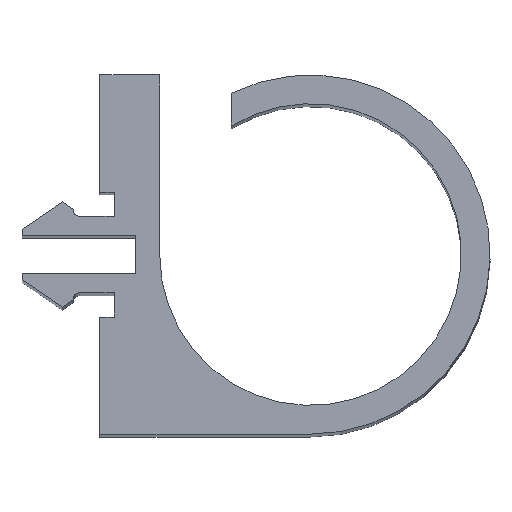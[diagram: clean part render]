
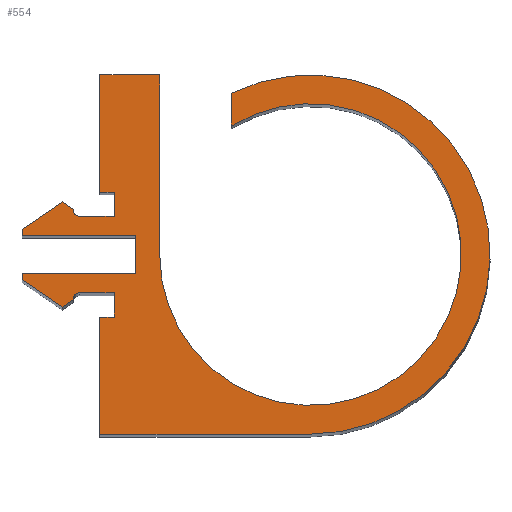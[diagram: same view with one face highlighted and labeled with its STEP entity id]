
A CAD part, top view. The second image highlights one B-rep face of the part: STEP entity #554.
In plain terms, the highlighted planar face has unit normal (0, 0, 1).
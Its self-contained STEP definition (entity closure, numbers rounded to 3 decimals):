
#19=CIRCLE('',#586,6.3);
#20=CIRCLE('',#587,0.25);
#21=CIRCLE('',#588,0.25);
#22=CIRCLE('',#589,7.5);
#28=FACE_OUTER_BOUND('',#57,.T.);
#57=EDGE_LOOP('',(#370,#371,#372,#373,#374,#375,#376,#377,#378,#379,#380,
#381,#382,#383,#384,#385,#386,#387,#388,#389,#390,#391,#392,#393,#394,#395,
#396));
#87=LINE('',#778,#160);
#89=LINE('',#785,#162);
#90=LINE('',#787,#163);
#91=LINE('',#789,#164);
#92=LINE('',#791,#165);
#93=LINE('',#793,#166);
#94=LINE('',#795,#167);
#95=LINE('',#799,#168);
#96=LINE('',#801,#169);
#97=LINE('',#803,#170);
#98=LINE('',#805,#171);
#99=LINE('',#806,#172);
#100=LINE('',#808,#173);
#101=LINE('',#810,#174);
#102=LINE('',#812,#175);
#103=LINE('',#814,#176);
#104=LINE('',#816,#177);
#105=LINE('',#820,#178);
#106=LINE('',#822,#179);
#107=LINE('',#824,#180);
#108=LINE('',#826,#181);
#109=LINE('',#828,#182);
#110=LINE('',#831,#183);
#160=VECTOR('',#627,1.6);
#162=VECTOR('',#633,7.5);
#163=VECTOR('',#634,2.5);
#164=VECTOR('',#635,4.89);
#165=VECTOR('',#636,0.6);
#166=VECTOR('',#637,1.01);
#167=VECTOR('',#638,1.45);
#168=VECTOR('',#641,0.024);
#169=VECTOR('',#642,0.576);
#170=VECTOR('',#643,2.031);
#171=VECTOR('',#644,0.251);
#172=VECTOR('',#645,4.75);
#173=VECTOR('',#646,4.75);
#174=VECTOR('',#647,0.251);
#175=VECTOR('',#648,2.031);
#176=VECTOR('',#649,0.576);
#177=VECTOR('',#650,0.024);
#178=VECTOR('',#653,1.45);
#179=VECTOR('',#654,1.01);
#180=VECTOR('',#655,0.6);
#181=VECTOR('',#656,4.89);
#182=VECTOR('',#657,8.8);
#183=VECTOR('',#660,1.368);
#233=VERTEX_POINT('',#775);
#234=VERTEX_POINT('',#777);
#235=VERTEX_POINT('',#781);
#236=VERTEX_POINT('',#782);
#237=VERTEX_POINT('',#784);
#238=VERTEX_POINT('',#786);
#239=VERTEX_POINT('',#788);
#240=VERTEX_POINT('',#790);
#241=VERTEX_POINT('',#792);
#242=VERTEX_POINT('',#794);
#243=VERTEX_POINT('',#796);
#244=VERTEX_POINT('',#798);
#245=VERTEX_POINT('',#800);
#246=VERTEX_POINT('',#802);
#247=VERTEX_POINT('',#804);
#248=VERTEX_POINT('',#807);
#249=VERTEX_POINT('',#809);
#250=VERTEX_POINT('',#811);
#251=VERTEX_POINT('',#813);
#252=VERTEX_POINT('',#815);
#253=VERTEX_POINT('',#817);
#254=VERTEX_POINT('',#819);
#255=VERTEX_POINT('',#821);
#256=VERTEX_POINT('',#823);
#257=VERTEX_POINT('',#825);
#258=VERTEX_POINT('',#827);
#259=VERTEX_POINT('',#829);
#287=EDGE_CURVE('',#234,#233,#87,.T.);
#289=EDGE_CURVE('',#235,#236,#19,.T.);
#290=EDGE_CURVE('',#236,#237,#89,.T.);
#291=EDGE_CURVE('',#237,#238,#90,.T.);
#292=EDGE_CURVE('',#238,#239,#91,.T.);
#293=EDGE_CURVE('',#240,#239,#92,.T.);
#294=EDGE_CURVE('',#241,#240,#93,.T.);
#295=EDGE_CURVE('',#242,#241,#94,.T.);
#296=EDGE_CURVE('',#242,#243,#20,.T.);
#297=EDGE_CURVE('',#244,#243,#95,.T.);
#298=EDGE_CURVE('',#245,#244,#96,.T.);
#299=EDGE_CURVE('',#246,#245,#97,.T.);
#300=EDGE_CURVE('',#247,#246,#98,.T.);
#301=EDGE_CURVE('',#234,#247,#99,.T.);
#302=EDGE_CURVE('',#248,#233,#100,.T.);
#303=EDGE_CURVE('',#249,#248,#101,.T.);
#304=EDGE_CURVE('',#250,#249,#102,.T.);
#305=EDGE_CURVE('',#251,#250,#103,.T.);
#306=EDGE_CURVE('',#252,#251,#104,.T.);
#307=EDGE_CURVE('',#252,#253,#21,.T.);
#308=EDGE_CURVE('',#254,#253,#105,.T.);
#309=EDGE_CURVE('',#255,#254,#106,.T.);
#310=EDGE_CURVE('',#256,#255,#107,.T.);
#311=EDGE_CURVE('',#256,#257,#108,.T.);
#312=EDGE_CURVE('',#258,#257,#109,.T.);
#313=EDGE_CURVE('',#259,#258,#22,.T.);
#314=EDGE_CURVE('',#235,#259,#110,.T.);
#370=ORIENTED_EDGE('',*,*,#289,.T.);
#371=ORIENTED_EDGE('',*,*,#290,.T.);
#372=ORIENTED_EDGE('',*,*,#291,.T.);
#373=ORIENTED_EDGE('',*,*,#292,.T.);
#374=ORIENTED_EDGE('',*,*,#293,.F.);
#375=ORIENTED_EDGE('',*,*,#294,.F.);
#376=ORIENTED_EDGE('',*,*,#295,.F.);
#377=ORIENTED_EDGE('',*,*,#296,.T.);
#378=ORIENTED_EDGE('',*,*,#297,.F.);
#379=ORIENTED_EDGE('',*,*,#298,.F.);
#380=ORIENTED_EDGE('',*,*,#299,.F.);
#381=ORIENTED_EDGE('',*,*,#300,.F.);
#382=ORIENTED_EDGE('',*,*,#301,.F.);
#383=ORIENTED_EDGE('',*,*,#287,.T.);
#384=ORIENTED_EDGE('',*,*,#302,.F.);
#385=ORIENTED_EDGE('',*,*,#303,.F.);
#386=ORIENTED_EDGE('',*,*,#304,.F.);
#387=ORIENTED_EDGE('',*,*,#305,.F.);
#388=ORIENTED_EDGE('',*,*,#306,.F.);
#389=ORIENTED_EDGE('',*,*,#307,.T.);
#390=ORIENTED_EDGE('',*,*,#308,.F.);
#391=ORIENTED_EDGE('',*,*,#309,.F.);
#392=ORIENTED_EDGE('',*,*,#310,.F.);
#393=ORIENTED_EDGE('',*,*,#311,.T.);
#394=ORIENTED_EDGE('',*,*,#312,.F.);
#395=ORIENTED_EDGE('',*,*,#313,.F.);
#396=ORIENTED_EDGE('',*,*,#314,.F.);
#529=PLANE('',#585);
#554=ADVANCED_FACE('',(#28),#529,.F.);
#585=AXIS2_PLACEMENT_3D('',#780,#629,#630);
#586=AXIS2_PLACEMENT_3D('',#783,#631,#632);
#587=AXIS2_PLACEMENT_3D('',#797,#639,#640);
#588=AXIS2_PLACEMENT_3D('',#818,#651,#652);
#589=AXIS2_PLACEMENT_3D('',#830,#658,#659);
#627=DIRECTION('',(0.,-1.,0.));
#629=DIRECTION('center_axis',(0.,0.,-1.));
#630=DIRECTION('ref_axis',(0.,-1.,0.));
#631=DIRECTION('center_axis',(0.,0.,-1.));
#632=DIRECTION('ref_axis',(-1.,0.,0.));
#633=DIRECTION('',(0.,1.,0.));
#634=DIRECTION('',(-1.,0.,0.));
#635=DIRECTION('',(0.,-1.,0.));
#636=DIRECTION('',(-1.,0.,0.));
#637=DIRECTION('',(0.,1.,0.));
#638=DIRECTION('',(1.,0.,0.));
#639=DIRECTION('center_axis',(0.,0.,-1.));
#640=DIRECTION('ref_axis',(1.,0.,0.));
#641=DIRECTION('',(0.,-1.,0.));
#642=DIRECTION('',(0.825,-0.566,0.));
#643=DIRECTION('',(0.825,0.566,0.));
#644=DIRECTION('',(0.,1.,0.));
#645=DIRECTION('',(-1.,0.,0.));
#646=DIRECTION('',(1.,0.,0.));
#647=DIRECTION('',(0.,1.,0.));
#648=DIRECTION('',(-0.825,0.566,0.));
#649=DIRECTION('',(-0.825,-0.566,0.));
#650=DIRECTION('',(0.,-1.,0.));
#651=DIRECTION('center_axis',(0.,0.,-1.));
#652=DIRECTION('ref_axis',(1.,0.,0.));
#653=DIRECTION('',(-1.,0.,0.));
#654=DIRECTION('',(0.,1.,0.));
#655=DIRECTION('',(1.,0.,0.));
#656=DIRECTION('',(0.,-1.,0.));
#657=DIRECTION('',(-1.,0.,0.));
#658=DIRECTION('center_axis',(0.,0.,-1.));
#659=DIRECTION('ref_axis',(-1.,0.,0.));
#660=DIRECTION('',(0.,1.,0.));
#775=CARTESIAN_POINT('',(9.,92.75,-26.45));
#777=CARTESIAN_POINT('',(9.,94.35,-26.45));
#778=CARTESIAN_POINT('',(9.,94.35,-26.45));
#780=CARTESIAN_POINT('Origin',(11.8,93.55,-26.45));
#781=CARTESIAN_POINT('',(13.,98.917,-26.45));
#782=CARTESIAN_POINT('',(10.,93.55,-26.45));
#783=CARTESIAN_POINT('Origin',(16.3,93.55,-26.45));
#784=CARTESIAN_POINT('',(10.,101.05,-26.45));
#785=CARTESIAN_POINT('',(10.,93.55,-26.45));
#786=CARTESIAN_POINT('',(7.5,101.05,-26.45));
#787=CARTESIAN_POINT('',(10.,101.05,-26.45));
#788=CARTESIAN_POINT('',(7.5,96.16,-26.45));
#789=CARTESIAN_POINT('',(7.5,101.05,-26.45));
#790=CARTESIAN_POINT('',(8.1,96.16,-26.45));
#791=CARTESIAN_POINT('',(8.1,96.16,-26.45));
#792=CARTESIAN_POINT('',(8.1,95.15,-26.45));
#793=CARTESIAN_POINT('',(8.1,95.15,-26.45));
#794=CARTESIAN_POINT('',(6.65,95.15,-26.45));
#795=CARTESIAN_POINT('',(6.65,95.15,-26.45));
#796=CARTESIAN_POINT('',(6.4,95.4,-26.45));
#797=CARTESIAN_POINT('Origin',(6.65,95.4,-26.45));
#798=CARTESIAN_POINT('',(6.4,95.424,-26.45));
#799=CARTESIAN_POINT('',(6.4,95.424,-26.45));
#800=CARTESIAN_POINT('',(5.925,95.75,-26.45));
#801=CARTESIAN_POINT('',(5.925,95.75,-26.45));
#802=CARTESIAN_POINT('',(4.25,94.601,-26.45));
#803=CARTESIAN_POINT('',(4.25,94.601,-26.45));
#804=CARTESIAN_POINT('',(4.25,94.35,-26.45));
#805=CARTESIAN_POINT('',(4.25,94.35,-26.45));
#806=CARTESIAN_POINT('',(9.,94.35,-26.45));
#807=CARTESIAN_POINT('',(4.25,92.75,-26.45));
#808=CARTESIAN_POINT('',(4.25,92.75,-26.45));
#809=CARTESIAN_POINT('',(4.25,92.499,-26.45));
#810=CARTESIAN_POINT('',(4.25,92.499,-26.45));
#811=CARTESIAN_POINT('',(5.925,91.35,-26.45));
#812=CARTESIAN_POINT('',(5.925,91.35,-26.45));
#813=CARTESIAN_POINT('',(6.4,91.676,-26.45));
#814=CARTESIAN_POINT('',(6.4,91.676,-26.45));
#815=CARTESIAN_POINT('',(6.4,91.7,-26.45));
#816=CARTESIAN_POINT('',(6.4,91.7,-26.45));
#817=CARTESIAN_POINT('',(6.65,91.95,-26.45));
#818=CARTESIAN_POINT('Origin',(6.65,91.7,-26.45));
#819=CARTESIAN_POINT('',(8.1,91.95,-26.45));
#820=CARTESIAN_POINT('',(8.1,91.95,-26.45));
#821=CARTESIAN_POINT('',(8.1,90.94,-26.45));
#822=CARTESIAN_POINT('',(8.1,90.94,-26.45));
#823=CARTESIAN_POINT('',(7.5,90.94,-26.45));
#824=CARTESIAN_POINT('',(7.5,90.94,-26.45));
#825=CARTESIAN_POINT('',(7.5,86.05,-26.45));
#826=CARTESIAN_POINT('',(7.5,90.94,-26.45));
#827=CARTESIAN_POINT('',(16.3,86.05,-26.45));
#828=CARTESIAN_POINT('',(16.3,86.05,-26.45));
#829=CARTESIAN_POINT('',(13.,100.285,-26.45));
#830=CARTESIAN_POINT('Origin',(16.3,93.55,-26.45));
#831=CARTESIAN_POINT('',(13.,98.917,-26.45));
